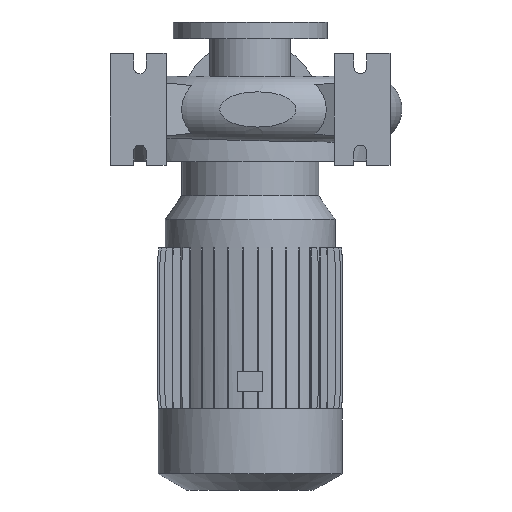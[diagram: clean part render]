
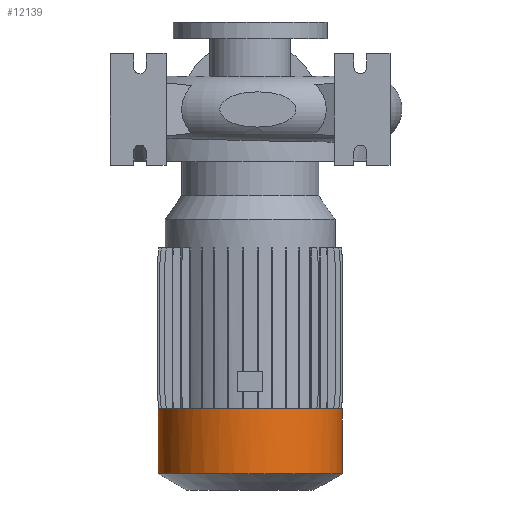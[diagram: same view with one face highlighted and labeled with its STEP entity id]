
A CAD part, front view. The second image highlights one B-rep face of the part: STEP entity #12139.
In plain terms, the highlighted cylindrical face has radius 131.5 mm (diameter 263 mm), a partial arc.
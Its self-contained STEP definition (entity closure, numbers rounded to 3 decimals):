
#385 = ORIENTED_EDGE ( 'NONE', *, *, #10345, .F. ) ;
#481 = DIRECTION ( 'NONE',  ( 0., 0., 1. ) ) ;
#1305 = VECTOR ( 'NONE', #3416, 1000. ) ;
#1990 = DIRECTION ( 'NONE',  ( 0., 0., 1. ) ) ;
#2048 = DIRECTION ( 'NONE',  ( 0., 0., 1. ) ) ;
#2458 = CIRCLE ( 'NONE', #5903, 131.5 ) ;
#2657 = CARTESIAN_POINT ( 'NONE',  ( -131.5, 0., -428. ) ) ;
#2980 = DIRECTION ( 'NONE',  ( 1., 0., 0. ) ) ;
#3190 = LINE ( 'NONE', #5706, #1305 ) ;
#3307 = VERTEX_POINT ( 'NONE', #10206 ) ;
#3416 = DIRECTION ( 'NONE',  ( 0., 0., 1. ) ) ;
#3785 = VERTEX_POINT ( 'NONE', #11441 ) ;
#3837 = CARTESIAN_POINT ( 'NONE',  ( 0., 0., -428. ) ) ;
#4799 = DIRECTION ( 'NONE',  ( 1., 0., 0. ) ) ;
#5268 = CARTESIAN_POINT ( 'NONE',  ( 0., 0., 125. ) ) ;
#5336 = CYLINDRICAL_SURFACE ( 'NONE', #10267, 131.5 ) ;
#5706 = CARTESIAN_POINT ( 'NONE',  ( -131.5, 0., 125. ) ) ;
#5903 = AXIS2_PLACEMENT_3D ( 'NONE', #3837, #1990, #8481 ) ;
#6994 = EDGE_CURVE ( 'NONE', #11834, #3307, #12693, .T. ) ;
#8076 = CIRCLE ( 'NONE', #11980, 131.5 ) ;
#8217 = EDGE_LOOP ( 'NONE', ( #8295, #8741, #13420, #385 ) ) ;
#8295 = ORIENTED_EDGE ( 'NONE', *, *, #13857, .F. ) ;
#8373 = DIRECTION ( 'NONE',  ( 0., 0., 1. ) ) ;
#8481 = DIRECTION ( 'NONE',  ( 1., 0., 0. ) ) ;
#8496 = VECTOR ( 'NONE', #2048, 1000. ) ;
#8741 = ORIENTED_EDGE ( 'NONE', *, *, #12340, .T. ) ;
#10035 = CARTESIAN_POINT ( 'NONE',  ( 131.5, 0., 125. ) ) ;
#10206 = CARTESIAN_POINT ( 'NONE',  ( 131.5, 0., -428. ) ) ;
#10267 = AXIS2_PLACEMENT_3D ( 'NONE', #5268, #481, #2980 ) ;
#10303 = CARTESIAN_POINT ( 'NONE',  ( 131.5, 0., -520.8 ) ) ;
#10345 = EDGE_CURVE ( 'NONE', #10733, #3307, #2458, .T. ) ;
#10438 = CARTESIAN_POINT ( 'NONE',  ( 0., 0., -520.8 ) ) ;
#10733 = VERTEX_POINT ( 'NONE', #2657 ) ;
#11441 = CARTESIAN_POINT ( 'NONE',  ( -131.5, 0., -520.8 ) ) ;
#11834 = VERTEX_POINT ( 'NONE', #10303 ) ;
#11980 = AXIS2_PLACEMENT_3D ( 'NONE', #10438, #8373, #4799 ) ;
#12139 = ADVANCED_FACE ( 'NONE', ( #13339 ), #5336, .T. ) ;
#12340 = EDGE_CURVE ( 'NONE', #3785, #11834, #8076, .T. ) ;
#12693 = LINE ( 'NONE', #10035, #8496 ) ;
#13339 = FACE_OUTER_BOUND ( 'NONE', #8217, .T. ) ;
#13420 = ORIENTED_EDGE ( 'NONE', *, *, #6994, .T. ) ;
#13857 = EDGE_CURVE ( 'NONE', #3785, #10733, #3190, .T. ) ;
